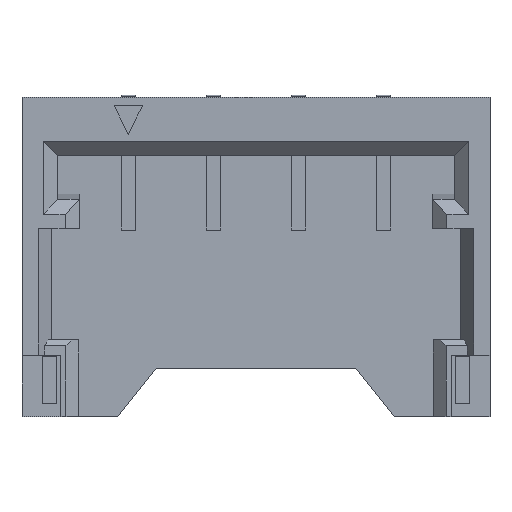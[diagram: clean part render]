
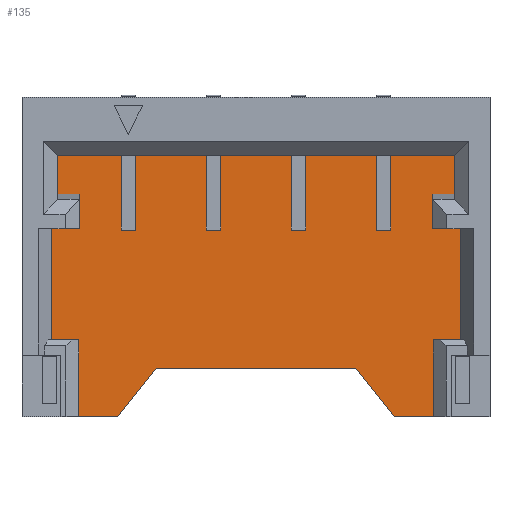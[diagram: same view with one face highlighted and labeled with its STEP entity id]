
A CAD part, top view. The second image highlights one B-rep face of the part: STEP entity #135.
In plain terms, the highlighted planar face has unit normal (0, 0, 1).
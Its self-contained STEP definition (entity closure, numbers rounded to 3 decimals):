
#135=ADVANCED_FACE('',(#454),#306,.T.);
#306=PLANE('',#3496);
#454=FACE_OUTER_BOUND('',#626,.T.);
#626=EDGE_LOOP('',(#1025,#1026,#1027,#1028,#1029,#1030,#1031,#1032,#1033,
#1034,#1035,#1036,#1037,#1038,#1039,#1040,#1041,#1042,#1043,#1044,#1045,
#1046,#1047,#1048,#1049,#1050,#1051,#1052,#1053,#1054,#1055,#1056,#1057,
#1058,#1059,#1060));
#1025=ORIENTED_EDGE('',*,*,#2277,.F.);
#1026=ORIENTED_EDGE('',*,*,#2278,.T.);
#1027=ORIENTED_EDGE('',*,*,#2279,.T.);
#1028=ORIENTED_EDGE('',*,*,#2077,.F.);
#1029=ORIENTED_EDGE('',*,*,#2280,.F.);
#1030=ORIENTED_EDGE('',*,*,#2281,.F.);
#1031=ORIENTED_EDGE('',*,*,#2282,.F.);
#1032=ORIENTED_EDGE('',*,*,#2265,.F.);
#1033=ORIENTED_EDGE('',*,*,#2257,.F.);
#1034=ORIENTED_EDGE('',*,*,#2283,.F.);
#1035=ORIENTED_EDGE('',*,*,#2284,.F.);
#1036=ORIENTED_EDGE('',*,*,#2276,.T.);
#1037=ORIENTED_EDGE('',*,*,#2266,.T.);
#1038=ORIENTED_EDGE('',*,*,#2269,.T.);
#1039=ORIENTED_EDGE('',*,*,#2271,.T.);
#1040=ORIENTED_EDGE('',*,*,#2183,.T.);
#1041=ORIENTED_EDGE('',*,*,#2173,.F.);
#1042=ORIENTED_EDGE('',*,*,#2180,.F.);
#1043=ORIENTED_EDGE('',*,*,#2285,.F.);
#1044=ORIENTED_EDGE('',*,*,#2250,.F.);
#1045=ORIENTED_EDGE('',*,*,#2286,.F.);
#1046=ORIENTED_EDGE('',*,*,#2287,.F.);
#1047=ORIENTED_EDGE('',*,*,#2288,.F.);
#1048=ORIENTED_EDGE('',*,*,#2093,.F.);
#1049=ORIENTED_EDGE('',*,*,#2289,.F.);
#1050=ORIENTED_EDGE('',*,*,#2290,.T.);
#1051=ORIENTED_EDGE('',*,*,#2291,.T.);
#1052=ORIENTED_EDGE('',*,*,#2089,.F.);
#1053=ORIENTED_EDGE('',*,*,#2292,.F.);
#1054=ORIENTED_EDGE('',*,*,#2293,.T.);
#1055=ORIENTED_EDGE('',*,*,#2294,.T.);
#1056=ORIENTED_EDGE('',*,*,#2085,.F.);
#1057=ORIENTED_EDGE('',*,*,#2295,.F.);
#1058=ORIENTED_EDGE('',*,*,#2296,.T.);
#1059=ORIENTED_EDGE('',*,*,#2297,.T.);
#1060=ORIENTED_EDGE('',*,*,#2081,.F.);
#1749=VERTEX_POINT('',#4553);
#1751=VERTEX_POINT('',#4557);
#1752=VERTEX_POINT('',#4559);
#1755=VERTEX_POINT('',#4565);
#1756=VERTEX_POINT('',#4567);
#1759=VERTEX_POINT('',#4573);
#1760=VERTEX_POINT('',#4575);
#1763=VERTEX_POINT('',#4581);
#1764=VERTEX_POINT('',#4583);
#1767=VERTEX_POINT('',#4589);
#1832=VERTEX_POINT('',#4745);
#1835=VERTEX_POINT('',#4750);
#1841=VERTEX_POINT('',#4764);
#1844=VERTEX_POINT('',#4772);
#1895=VERTEX_POINT('',#4897);
#1896=VERTEX_POINT('',#4899);
#1902=VERTEX_POINT('',#4912);
#1903=VERTEX_POINT('',#4914);
#1905=VERTEX_POINT('',#4919);
#1909=VERTEX_POINT('',#4931);
#1910=VERTEX_POINT('',#4932);
#1911=VERTEX_POINT('',#4937);
#1912=VERTEX_POINT('',#4943);
#1915=VERTEX_POINT('',#4953);
#1916=VERTEX_POINT('',#4955);
#1917=VERTEX_POINT('',#4958);
#1918=VERTEX_POINT('',#4960);
#1919=VERTEX_POINT('',#4963);
#1920=VERTEX_POINT('',#4967);
#1921=VERTEX_POINT('',#4969);
#1922=VERTEX_POINT('',#4972);
#1923=VERTEX_POINT('',#4974);
#1924=VERTEX_POINT('',#4977);
#1925=VERTEX_POINT('',#4979);
#1926=VERTEX_POINT('',#4982);
#1927=VERTEX_POINT('',#4984);
#2077=EDGE_CURVE('',#1751,#1752,#2567,.T.);
#2081=EDGE_CURVE('',#1755,#1756,#2571,.T.);
#2085=EDGE_CURVE('',#1759,#1760,#2575,.T.);
#2089=EDGE_CURVE('',#1763,#1764,#2579,.T.);
#2093=EDGE_CURVE('',#1767,#1749,#2583,.T.);
#2173=EDGE_CURVE('',#1835,#1832,#2663,.T.);
#2180=EDGE_CURVE('',#1841,#1835,#2670,.T.);
#2183=EDGE_CURVE('',#1844,#1832,#2673,.T.);
#2250=EDGE_CURVE('',#1895,#1896,#2740,.T.);
#2257=EDGE_CURVE('',#1902,#1903,#2747,.T.);
#2265=EDGE_CURVE('',#1903,#1905,#2755,.T.);
#2266=EDGE_CURVE('',#1909,#1910,#2756,.T.);
#2269=EDGE_CURVE('',#1910,#1911,#2759,.T.);
#2271=EDGE_CURVE('',#1911,#1844,#2761,.T.);
#2276=EDGE_CURVE('',#1912,#1909,#2766,.T.);
#2277=EDGE_CURVE('',#1915,#1755,#2767,.T.);
#2278=EDGE_CURVE('',#1915,#1916,#2768,.T.);
#2279=EDGE_CURVE('',#1916,#1752,#2769,.T.);
#2280=EDGE_CURVE('',#1917,#1751,#2770,.T.);
#2281=EDGE_CURVE('',#1918,#1917,#2771,.T.);
#2282=EDGE_CURVE('',#1905,#1918,#2772,.T.);
#2283=EDGE_CURVE('',#1919,#1902,#2773,.T.);
#2284=EDGE_CURVE('',#1912,#1919,#2774,.T.);
#2285=EDGE_CURVE('',#1896,#1841,#2775,.T.);
#2286=EDGE_CURVE('',#1920,#1895,#2776,.T.);
#2287=EDGE_CURVE('',#1921,#1920,#2777,.T.);
#2288=EDGE_CURVE('',#1749,#1921,#2778,.T.);
#2289=EDGE_CURVE('',#1922,#1767,#2779,.T.);
#2290=EDGE_CURVE('',#1922,#1923,#2780,.T.);
#2291=EDGE_CURVE('',#1923,#1764,#2781,.T.);
#2292=EDGE_CURVE('',#1924,#1763,#2782,.T.);
#2293=EDGE_CURVE('',#1924,#1925,#2783,.T.);
#2294=EDGE_CURVE('',#1925,#1760,#2784,.T.);
#2295=EDGE_CURVE('',#1926,#1759,#2785,.T.);
#2296=EDGE_CURVE('',#1926,#1927,#2786,.T.);
#2297=EDGE_CURVE('',#1927,#1756,#2787,.T.);
#2567=LINE('',#4558,#3017);
#2571=LINE('',#4566,#3021);
#2575=LINE('',#4574,#3025);
#2579=LINE('',#4582,#3029);
#2583=LINE('',#4590,#3033);
#2663=LINE('',#4751,#3113);
#2670=LINE('',#4765,#3120);
#2673=LINE('',#4771,#3123);
#2740=LINE('',#4898,#3190);
#2747=LINE('',#4913,#3197);
#2755=LINE('',#4928,#3205);
#2756=LINE('',#4930,#3206);
#2759=LINE('',#4936,#3209);
#2761=LINE('',#4940,#3211);
#2766=LINE('',#4949,#3216);
#2767=LINE('',#4952,#3217);
#2768=LINE('',#4954,#3218);
#2769=LINE('',#4956,#3219);
#2770=LINE('',#4957,#3220);
#2771=LINE('',#4959,#3221);
#2772=LINE('',#4961,#3222);
#2773=LINE('',#4962,#3223);
#2774=LINE('',#4964,#3224);
#2775=LINE('',#4965,#3225);
#2776=LINE('',#4966,#3226);
#2777=LINE('',#4968,#3227);
#2778=LINE('',#4970,#3228);
#2779=LINE('',#4971,#3229);
#2780=LINE('',#4973,#3230);
#2781=LINE('',#4975,#3231);
#2782=LINE('',#4976,#3232);
#2783=LINE('',#4978,#3233);
#2784=LINE('',#4980,#3234);
#2785=LINE('',#4981,#3235);
#2786=LINE('',#4983,#3236);
#2787=LINE('',#4985,#3237);
#3017=VECTOR('',#3681,1.);
#3021=VECTOR('',#3685,1.);
#3025=VECTOR('',#3689,1.);
#3029=VECTOR('',#3693,1.);
#3033=VECTOR('',#3697,1.);
#3113=VECTOR('',#3803,1.);
#3120=VECTOR('',#3812,1.);
#3123=VECTOR('',#3817,1.);
#3190=VECTOR('',#3900,1.);
#3197=VECTOR('',#3909,1.);
#3205=VECTOR('',#3919,1.);
#3206=VECTOR('',#3922,1.);
#3209=VECTOR('',#3927,1.);
#3211=VECTOR('',#3931,1.);
#3216=VECTOR('',#3938,1.);
#3217=VECTOR('',#3943,1.);
#3218=VECTOR('',#3944,1.);
#3219=VECTOR('',#3945,1.);
#3220=VECTOR('',#3946,1.);
#3221=VECTOR('',#3947,1.);
#3222=VECTOR('',#3948,1.);
#3223=VECTOR('',#3949,1.);
#3224=VECTOR('',#3950,1.);
#3225=VECTOR('',#3951,1.);
#3226=VECTOR('',#3952,1.);
#3227=VECTOR('',#3953,1.);
#3228=VECTOR('',#3954,1.);
#3229=VECTOR('',#3955,1.);
#3230=VECTOR('',#3956,1.);
#3231=VECTOR('',#3957,1.);
#3232=VECTOR('',#3958,1.);
#3233=VECTOR('',#3959,1.);
#3234=VECTOR('',#3960,1.);
#3235=VECTOR('',#3961,1.);
#3236=VECTOR('',#3962,1.);
#3237=VECTOR('',#3963,1.);
#3496=AXIS2_PLACEMENT_3D('',#4986,#3964,#3965);
#3681=DIRECTION('',(1.,0.,0.));
#3685=DIRECTION('',(1.,0.,0.));
#3689=DIRECTION('',(1.,0.,0.));
#3693=DIRECTION('',(1.,0.,0.));
#3697=DIRECTION('',(1.,0.,0.));
#3803=DIRECTION('',(0.,-1.,0.));
#3812=DIRECTION('',(-1.,0.,0.));
#3817=DIRECTION('',(1.,0.,0.));
#3900=DIRECTION('',(1.,0.,0.));
#3909=DIRECTION('',(0.,1.,0.));
#3919=DIRECTION('',(1.,0.,0.));
#3922=DIRECTION('',(0.622,0.783,0.));
#3927=DIRECTION('',(1.,0.,0.));
#3931=DIRECTION('',(0.622,-0.783,0.));
#3938=DIRECTION('',(1.,0.,0.));
#3943=DIRECTION('',(0.,1.,0.));
#3944=DIRECTION('',(-1.,0.,0.));
#3945=DIRECTION('',(0.,1.,0.));
#3946=DIRECTION('',(0.,1.,0.));
#3947=DIRECTION('',(-1.,0.,0.));
#3948=DIRECTION('',(0.,1.,0.));
#3949=DIRECTION('',(-1.,0.,0.));
#3950=DIRECTION('',(0.,1.,0.));
#3951=DIRECTION('',(0.,-1.,0.));
#3952=DIRECTION('',(0.,-1.,0.));
#3953=DIRECTION('',(-1.,0.,0.));
#3954=DIRECTION('',(0.,-1.,0.));
#3955=DIRECTION('',(0.,1.,0.));
#3956=DIRECTION('',(-1.,0.,0.));
#3957=DIRECTION('',(0.,1.,0.));
#3958=DIRECTION('',(0.,1.,0.));
#3959=DIRECTION('',(-1.,0.,0.));
#3960=DIRECTION('',(0.,1.,0.));
#3961=DIRECTION('',(0.,1.,0.));
#3962=DIRECTION('',(-1.,0.,0.));
#3963=DIRECTION('',(0.,1.,0.));
#3964=DIRECTION('',(0.,0.,1.));
#3965=DIRECTION('',(1.,0.,0.));
#4553=CARTESIAN_POINT('',(1.,3.47,0.));
#4557=CARTESIAN_POINT('',(-4.6,3.47,0.));
#4558=CARTESIAN_POINT('',(1.,3.47,0.));
#4559=CARTESIAN_POINT('',(-3.7,3.47,0.));
#4565=CARTESIAN_POINT('',(-3.5,3.47,0.));
#4566=CARTESIAN_POINT('',(1.,3.47,0.));
#4567=CARTESIAN_POINT('',(-2.5,3.47,0.));
#4573=CARTESIAN_POINT('',(-2.3,3.47,0.));
#4574=CARTESIAN_POINT('',(1.,3.47,0.));
#4575=CARTESIAN_POINT('',(-1.3,3.47,0.));
#4581=CARTESIAN_POINT('',(-1.1,3.47,0.));
#4582=CARTESIAN_POINT('',(1.,3.47,0.));
#4583=CARTESIAN_POINT('',(-0.1,3.47,0.));
#4589=CARTESIAN_POINT('',(0.1,3.47,0.));
#4590=CARTESIAN_POINT('',(1.,3.47,0.));
#4745=CARTESIAN_POINT('',(0.7,-0.21,0.));
#4750=CARTESIAN_POINT('',(0.7,0.87,0.));
#4751=CARTESIAN_POINT('',(0.7,-0.21,0.));
#4764=CARTESIAN_POINT('',(1.27,0.87,0.));
#4765=CARTESIAN_POINT('',(0.7,0.87,0.));
#4771=CARTESIAN_POINT('',(-4.3,-0.21,0.));
#4772=CARTESIAN_POINT('',(0.15,-0.21,0.));
#4897=CARTESIAN_POINT('',(0.69,2.44,0.));
#4898=CARTESIAN_POINT('',(1.27,2.44,0.));
#4899=CARTESIAN_POINT('',(1.27,2.44,0.));
#4912=CARTESIAN_POINT('',(-4.87,0.87,0.));
#4913=CARTESIAN_POINT('',(-4.87,2.44,0.));
#4914=CARTESIAN_POINT('',(-4.87,2.44,0.));
#4919=CARTESIAN_POINT('',(-4.29,2.44,0.));
#4928=CARTESIAN_POINT('',(-4.29,2.44,0.));
#4930=CARTESIAN_POINT('',(-3.75,-0.21,0.));
#4931=CARTESIAN_POINT('',(-3.75,-0.21,0.));
#4932=CARTESIAN_POINT('',(-3.21,0.47,0.));
#4936=CARTESIAN_POINT('',(-3.21,0.47,0.));
#4937=CARTESIAN_POINT('',(-0.39,0.47,0.));
#4940=CARTESIAN_POINT('',(-0.39,0.47,0.));
#4943=CARTESIAN_POINT('',(-4.3,-0.21,0.));
#4949=CARTESIAN_POINT('',(-4.3,-0.21,0.));
#4952=CARTESIAN_POINT('',(-3.5,-6.925,0.));
#4953=CARTESIAN_POINT('',(-3.5,2.42,0.));
#4954=CARTESIAN_POINT('',(-3.7,2.42,0.));
#4955=CARTESIAN_POINT('',(-3.7,2.42,0.));
#4956=CARTESIAN_POINT('',(-3.7,-6.925,0.));
#4957=CARTESIAN_POINT('',(-4.6,3.47,0.));
#4958=CARTESIAN_POINT('',(-4.6,2.924,0.));
#4959=CARTESIAN_POINT('',(-4.6,2.924,0.));
#4960=CARTESIAN_POINT('',(-4.29,2.924,0.));
#4961=CARTESIAN_POINT('',(-4.29,2.84,0.));
#4962=CARTESIAN_POINT('',(-4.87,0.87,0.));
#4963=CARTESIAN_POINT('',(-4.3,0.87,0.));
#4964=CARTESIAN_POINT('',(-4.3,0.87,0.));
#4965=CARTESIAN_POINT('',(1.27,0.87,0.));
#4966=CARTESIAN_POINT('',(0.69,2.44,0.));
#4967=CARTESIAN_POINT('',(0.69,2.924,0.));
#4968=CARTESIAN_POINT('',(0.69,2.924,0.));
#4969=CARTESIAN_POINT('',(1.,2.924,0.));
#4970=CARTESIAN_POINT('',(1.,2.84,0.));
#4971=CARTESIAN_POINT('',(0.1,-6.925,0.));
#4972=CARTESIAN_POINT('',(0.1,2.42,0.));
#4973=CARTESIAN_POINT('',(-0.1,2.42,0.));
#4974=CARTESIAN_POINT('',(-0.1,2.42,0.));
#4975=CARTESIAN_POINT('',(-0.1,-6.925,0.));
#4976=CARTESIAN_POINT('',(-1.1,-6.925,0.));
#4977=CARTESIAN_POINT('',(-1.1,2.42,0.));
#4978=CARTESIAN_POINT('',(-1.3,2.42,0.));
#4979=CARTESIAN_POINT('',(-1.3,2.42,0.));
#4980=CARTESIAN_POINT('',(-1.3,-6.925,0.));
#4981=CARTESIAN_POINT('',(-2.3,-6.925,0.));
#4982=CARTESIAN_POINT('',(-2.3,2.42,0.));
#4983=CARTESIAN_POINT('',(-2.5,2.42,0.));
#4984=CARTESIAN_POINT('',(-2.5,2.42,0.));
#4985=CARTESIAN_POINT('',(-2.5,-6.925,0.));
#4986=CARTESIAN_POINT('',(0.,0.,0.));
